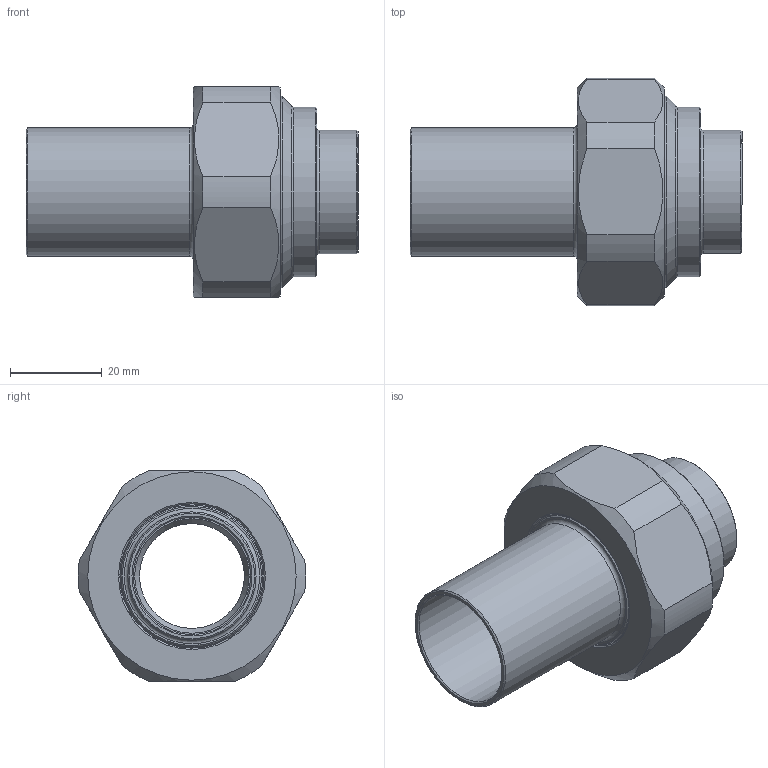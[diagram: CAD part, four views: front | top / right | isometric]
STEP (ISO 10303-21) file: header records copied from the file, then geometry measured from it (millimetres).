
FILE_DESCRIPTION(/* description */ (''),/* implementation_level */ '2;1');
FILE_NAME(/* name */ '3D_R666-PE-SG-28-DN32-26.9_171130986.stp',/* time_stamp */ '2021-07-16T15:23:32+02:00',/* author */ ('cad'),/* organization */ (''),/* preprocessor_version */ 'ST-DEVELOPER v18.1',/* originating_system */ 'Autodesk Inventor 2022',/* authorisation */ '');
FILE_SCHEMA (('AUTOMOTIVE_DESIGN { 1 0 10303 214 3 1 1 }'));
Length unit declared in the file: millimetre
Products named in the file (4): 3D_R666-PE-SG-28-DN32-26.9_171130986; 3D_R666-M-DN32_17113940; 3D_R666-SG-26.9-DN32_17113754; 3D_R666-PE-28-DN32_17113477
Assembly tree (3 placements, depth 2):
  3D_R666-PE-SG-28-DN32-26.9_171130986
    3D_R666-M-DN32_17113940
    3D_R666-SG-26.9-DN32_17113754
    3D_R666-PE-28-DN32_17113477
Bounding box: 72.5 x 49.67 x 46 mm (x, y, z)
Volume: 35925.6 mm3; surface area: 21812.3 mm2
Topology: 3 solids, 3 shells, 54 faces, 128 edges, 84 vertices
Faces by surface type: cone 17, cylinder 16, plane 16, torus 5
Full cylindrical faces by diameter (mm): 22.9 x1, 25.6 x1, 26.9 x1, 28 x1, 31 x1, 31.5 x1, 37 x1, 38 x1, 38.952 x1, 41.75 x1
Entity records: 1740 total; most frequent: DIRECTION 315, CARTESIAN_POINT 297, ORIENTED_EDGE 256, AXIS2_PLACEMENT_3D 138, EDGE_CURVE 128, VERTEX_POINT 84, CIRCLE 77, EDGE_LOOP 64
